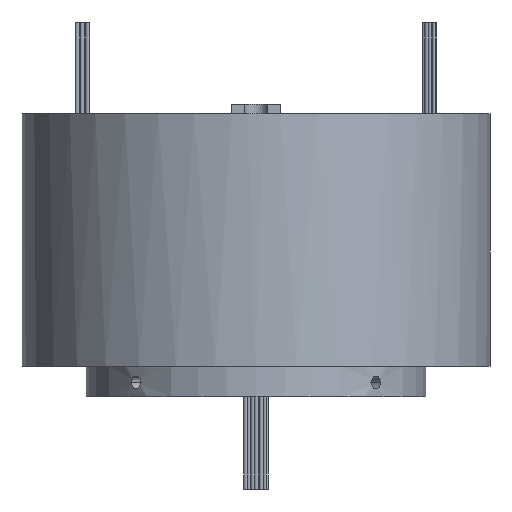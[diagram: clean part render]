
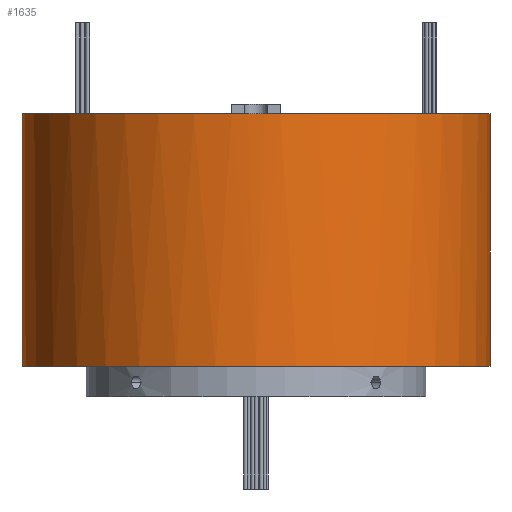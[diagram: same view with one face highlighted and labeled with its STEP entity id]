
A CAD part, front view. The second image highlights one B-rep face of the part: STEP entity #1635.
In plain terms, the highlighted cylindrical face has radius 124 mm (diameter 248 mm), a partial arc.
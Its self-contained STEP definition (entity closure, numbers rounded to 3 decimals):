
#167 = CARTESIAN_POINT ( 'NONE',  ( 0., 0., 150. ) ) ;
#288 = LINE ( 'NONE', #1003, #4867 ) ;
#389 = VERTEX_POINT ( 'NONE', #908 ) ;
#628 = DIRECTION ( 'NONE',  ( 1., 0., 0. ) ) ;
#817 = ORIENTED_EDGE ( 'NONE', *, *, #4785, .F. ) ;
#854 = AXIS2_PLACEMENT_3D ( 'NONE', #2510, #5532, #2970 ) ;
#880 = AXIS2_PLACEMENT_3D ( 'NONE', #4147, #3735, #2828 ) ;
#908 = CARTESIAN_POINT ( 'NONE',  ( -13., -123.317, 150. ) ) ;
#1003 = CARTESIAN_POINT ( 'NONE',  ( 124., 0., 150. ) ) ;
#1009 = CARTESIAN_POINT ( 'NONE',  ( -124., 0., 16. ) ) ;
#1189 = VERTEX_POINT ( 'NONE', #4810 ) ;
#1234 = VERTEX_POINT ( 'NONE', #5556 ) ;
#1428 = DIRECTION ( 'NONE',  ( 0., 0., 1. ) ) ;
#1635 = ADVANCED_FACE ( 'NONE', ( #4849 ), #3612, .T. ) ;
#1685 = ORIENTED_EDGE ( 'NONE', *, *, #2831, .F. ) ;
#1780 = ORIENTED_EDGE ( 'NONE', *, *, #3737, .F. ) ;
#1964 = DIRECTION ( 'NONE',  ( 0., 0., 1. ) ) ;
#2105 = CIRCLE ( 'NONE', #854, 124. ) ;
#2208 = VERTEX_POINT ( 'NONE', #4997 ) ;
#2251 = CARTESIAN_POINT ( 'NONE',  ( -124., 0., 150. ) ) ;
#2468 = CARTESIAN_POINT ( 'NONE',  ( -124., 0., 150. ) ) ;
#2510 = CARTESIAN_POINT ( 'NONE',  ( 0., 0., 150. ) ) ;
#2828 = DIRECTION ( 'NONE',  ( -1., 0., 0. ) ) ;
#2831 = EDGE_CURVE ( 'NONE', #5230, #389, #2105, .T. ) ;
#2970 = DIRECTION ( 'NONE',  ( 1., 0., 0. ) ) ;
#3212 = EDGE_LOOP ( 'NONE', ( #4794, #817, #1780, #1685, #4502, #4342 ) ) ;
#3348 = DIRECTION ( 'NONE',  ( 0., 0., 1. ) ) ;
#3559 = AXIS2_PLACEMENT_3D ( 'NONE', #167, #3348, #628 ) ;
#3612 = CYLINDRICAL_SURFACE ( 'NONE', #880, 124. ) ;
#3735 = DIRECTION ( 'NONE',  ( 0., 0., -1. ) ) ;
#3737 = EDGE_CURVE ( 'NONE', #389, #1234, #3987, .T. ) ;
#3813 = DIRECTION ( 'NONE',  ( 0., 0., -1. ) ) ;
#3987 = CIRCLE ( 'NONE', #3559, 124. ) ;
#4097 = CARTESIAN_POINT ( 'NONE',  ( 0., 0., 150. ) ) ;
#4103 = CIRCLE ( 'NONE', #5107, 124. ) ;
#4107 = CIRCLE ( 'NONE', #4746, 124. ) ;
#4147 = CARTESIAN_POINT ( 'NONE',  ( 0., 0., 150. ) ) ;
#4294 = EDGE_CURVE ( 'NONE', #5723, #2208, #4107, .T. ) ;
#4342 = ORIENTED_EDGE ( 'NONE', *, *, #4294, .T. ) ;
#4407 = EDGE_CURVE ( 'NONE', #5230, #5723, #5695, .T. ) ;
#4502 = ORIENTED_EDGE ( 'NONE', *, *, #4407, .T. ) ;
#4512 = DIRECTION ( 'NONE',  ( 1., 0., 0. ) ) ;
#4555 = VECTOR ( 'NONE', #3813, 1000. ) ;
#4596 = CARTESIAN_POINT ( 'NONE',  ( 0., 0., 16. ) ) ;
#4746 = AXIS2_PLACEMENT_3D ( 'NONE', #4596, #1964, #5020 ) ;
#4785 = EDGE_CURVE ( 'NONE', #1234, #1189, #4103, .T. ) ;
#4794 = ORIENTED_EDGE ( 'NONE', *, *, #5302, .F. ) ;
#4810 = CARTESIAN_POINT ( 'NONE',  ( 124., 0., 150. ) ) ;
#4849 = FACE_OUTER_BOUND ( 'NONE', #3212, .T. ) ;
#4867 = VECTOR ( 'NONE', #4968, 1000. ) ;
#4968 = DIRECTION ( 'NONE',  ( 0., 0., -1. ) ) ;
#4997 = CARTESIAN_POINT ( 'NONE',  ( 124., 0., 16. ) ) ;
#5020 = DIRECTION ( 'NONE',  ( 1., 0., 0. ) ) ;
#5107 = AXIS2_PLACEMENT_3D ( 'NONE', #4097, #1428, #4512 ) ;
#5230 = VERTEX_POINT ( 'NONE', #2251 ) ;
#5302 = EDGE_CURVE ( 'NONE', #1189, #2208, #288, .T. ) ;
#5532 = DIRECTION ( 'NONE',  ( 0., 0., 1. ) ) ;
#5556 = CARTESIAN_POINT ( 'NONE',  ( 13., -123.317, 150. ) ) ;
#5695 = LINE ( 'NONE', #2468, #4555 ) ;
#5723 = VERTEX_POINT ( 'NONE', #1009 ) ;
